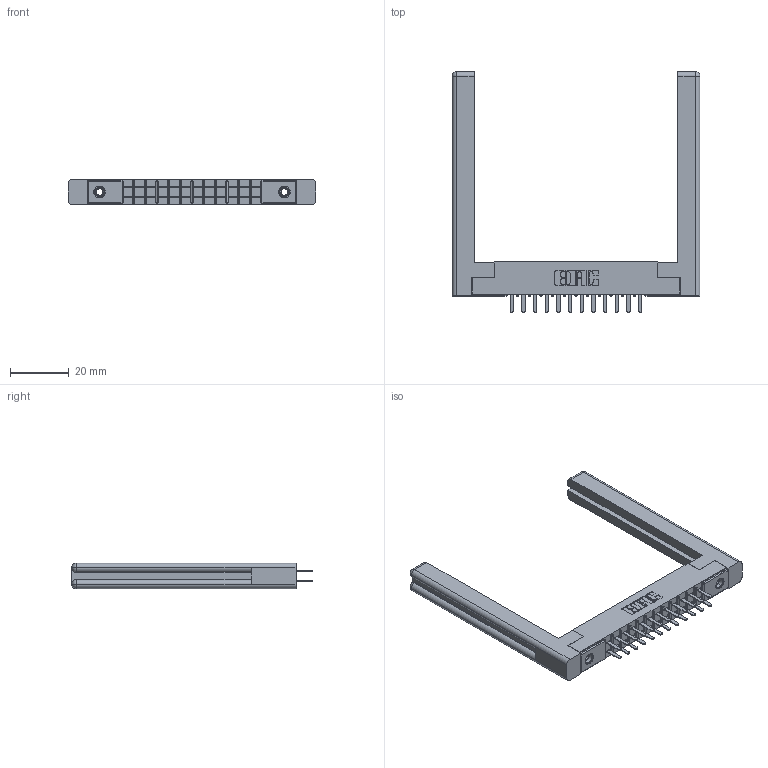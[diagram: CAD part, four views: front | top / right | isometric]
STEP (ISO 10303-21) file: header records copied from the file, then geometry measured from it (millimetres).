
FILE_DESCRIPTION (( 'STEP AP203' ), '1' );
FILE_NAME ('355-024-520-558.STEP', '2019-09-11T04:45:19', ( '' ), ( '' ), 'SwSTEP 2.0', 'SolidWorks 2016', '' );
FILE_SCHEMA (( 'CONFIG_CONTROL_DESIGN' ));
Length unit declared in the file: inch
Products named in the file (5): 305 Part_.156 Dia; 345-250-001_345-250-001-102; 355-024-520-558; 307-220-058; 305-290-001_520
Assembly tree (29 placements, depth 2):
  355-024-520-558
    305 Part_.156 Dia
    305-290-001_520  x24
    345-250-001_345-250-001-102  x2
    307-220-058  x2
Bounding box: 84.18 x 81.74 x 8.71 mm (x, y, z)
Volume: 12843 mm3; surface area: 14538.6 mm2
Topology: 29 solids, 29 shells, 1362 faces, 3826 edges, 2472 vertices
Faces by surface type: plane 800, cylinder 490, sphere 48, cone 12, torus 12
Entity records: 19158 total; most frequent: CARTESIAN_POINT 3185, ORIENTED_EDGE 3098, DIRECTION 3067, EDGE_CURVE 1549, LINE 1211, VECTOR 1211, VERTEX_POINT 992, AXIS2_PLACEMENT_3D 928
